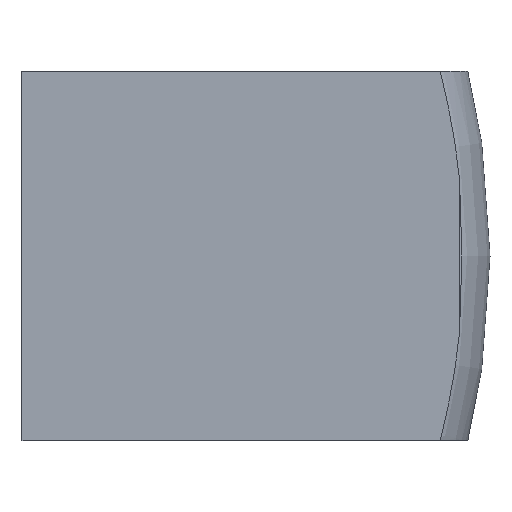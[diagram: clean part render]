
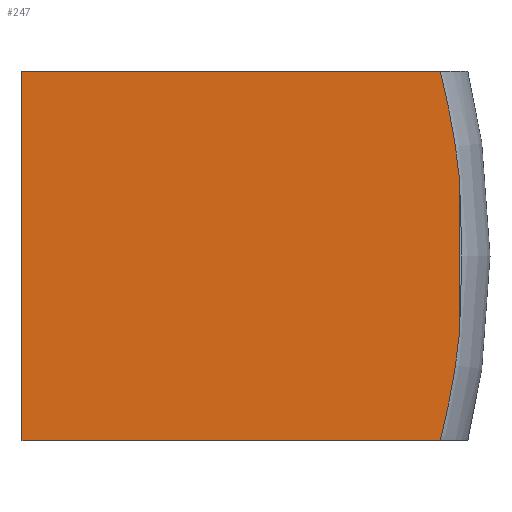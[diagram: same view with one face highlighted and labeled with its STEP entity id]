
A CAD part, left-side view. The second image highlights one B-rep face of the part: STEP entity #247.
In plain terms, the highlighted planar face has unit normal (-1, 0, 0).
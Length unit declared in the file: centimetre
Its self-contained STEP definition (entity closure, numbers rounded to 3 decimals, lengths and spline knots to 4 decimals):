
#19=CIRCLE('',#276,1.7507);
#20=CIRCLE('',#277,1.7507);
#35=FACE_OUTER_BOUND('',#49,.T.);
#49=EDGE_LOOP('',(#193,#194,#195,#196,#197,#198));
#59=LINE('',#370,#77);
#70=LINE('',#466,#88);
#74=LINE('',#528,#92);
#75=LINE('',#532,#93);
#77=VECTOR('',#297,1.);
#88=VECTOR('',#312,1.);
#92=VECTOR('',#318,1.);
#93=VECTOR('',#325,1.);
#105=VERTEX_POINT('',#359);
#107=VERTEX_POINT('',#369);
#120=VERTEX_POINT('',#463);
#121=VERTEX_POINT('',#465);
#127=VERTEX_POINT('',#522);
#128=VERTEX_POINT('',#523);
#130=EDGE_CURVE('',#107,#105,#59,.F.);
#146=EDGE_CURVE('',#120,#121,#70,.F.);
#154=EDGE_CURVE('',#128,#127,#74,.F.);
#155=EDGE_CURVE('',#128,#105,#19,.T.);
#156=EDGE_CURVE('',#121,#127,#20,.T.);
#157=EDGE_CURVE('',#107,#120,#75,.F.);
#193=ORIENTED_EDGE('',*,*,#155,.F.);
#194=ORIENTED_EDGE('',*,*,#154,.T.);
#195=ORIENTED_EDGE('',*,*,#156,.F.);
#196=ORIENTED_EDGE('',*,*,#146,.F.);
#197=ORIENTED_EDGE('',*,*,#157,.F.);
#198=ORIENTED_EDGE('',*,*,#130,.T.);
#240=PLANE('',#275);
#247=ADVANCED_FACE('',(#35),#240,.T.);
#275=AXIS2_PLACEMENT_3D('',#529,#319,#320);
#276=AXIS2_PLACEMENT_3D('',#530,#321,#322);
#277=AXIS2_PLACEMENT_3D('',#531,#323,#324);
#297=DIRECTION('',(0.,1.,0.));
#312=DIRECTION('',(0.,1.,0.));
#318=DIRECTION('',(0.,0.,-1.));
#319=DIRECTION('center_axis',(-1.,0.,0.));
#320=DIRECTION('ref_axis',(0.,-1.,0.));
#321=DIRECTION('center_axis',(1.,0.,0.));
#322=DIRECTION('ref_axis',(0.,0.,-1.));
#323=DIRECTION('center_axis',(1.,0.,0.));
#324=DIRECTION('ref_axis',(0.,0.,-1.));
#325=DIRECTION('',(0.,0.,-1.));
#359=CARTESIAN_POINT('',(2.4219,13.1042,-0.435));
#369=CARTESIAN_POINT('',(2.4219,14.0892,-0.435));
#370=CARTESIAN_POINT('',(2.4219,12.359,-0.435));
#463=CARTESIAN_POINT('',(2.4219,14.0892,0.435));
#465=CARTESIAN_POINT('',(2.4219,13.1042,0.435));
#466=CARTESIAN_POINT('',(2.4219,12.359,0.435));
#522=CARTESIAN_POINT('',(2.4219,13.0587,0.1809));
#523=CARTESIAN_POINT('',(2.4219,13.0587,-0.1809));
#528=CARTESIAN_POINT('',(2.4219,13.0587,0.));
#529=CARTESIAN_POINT('Origin',(2.4219,14.2892,0.));
#530=CARTESIAN_POINT('Origin',(2.4219,14.8,0.));
#531=CARTESIAN_POINT('Origin',(2.4219,14.8,0.));
#532=CARTESIAN_POINT('',(2.4219,14.0892,0.));
